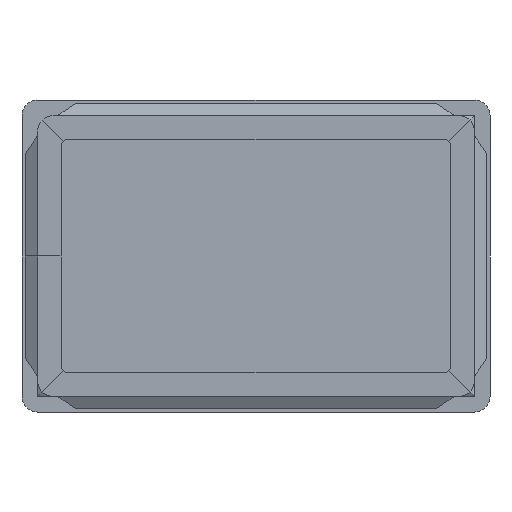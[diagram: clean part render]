
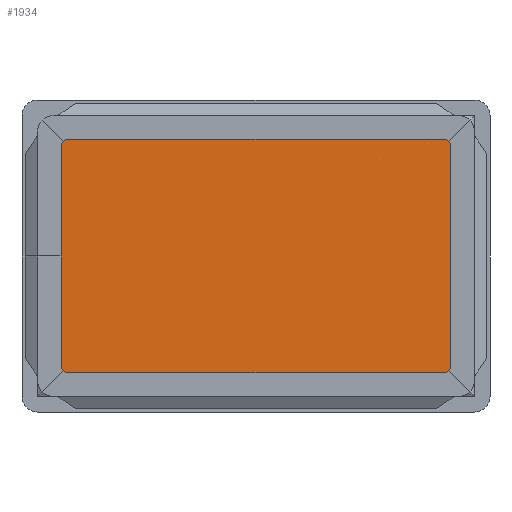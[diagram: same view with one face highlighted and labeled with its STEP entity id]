
A CAD part, front view. The second image highlights one B-rep face of the part: STEP entity #1934.
In plain terms, the highlighted planar face has unit normal (0, -1, 0).
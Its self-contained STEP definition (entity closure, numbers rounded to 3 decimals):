
#37 = VERTEX_POINT ( 'NONE', #52 ) ;
#43 = CARTESIAN_POINT ( 'NONE',  ( -12.5, 13.5, 7.5 ) ) ;
#52 = CARTESIAN_POINT ( 'NONE',  ( 12.5, 13.5, 7. ) ) ;
#89 = CARTESIAN_POINT ( 'NONE',  ( -12., 13.5, -7.5 ) ) ;
#142 = DIRECTION ( 'NONE',  ( 0., 0., 1. ) ) ;
#172 = VERTEX_POINT ( 'NONE', #2921 ) ;
#202 = EDGE_CURVE ( 'NONE', #3181, #875, #3169, .T. ) ;
#229 = AXIS2_PLACEMENT_3D ( 'NONE', #249, #1973, #745 ) ;
#242 = EDGE_CURVE ( 'NONE', #1795, #581, #841, .T. ) ;
#249 = CARTESIAN_POINT ( 'NONE',  ( -12., 13.5, 7. ) ) ;
#272 = ORIENTED_EDGE ( 'NONE', *, *, #242, .T. ) ;
#287 = ORIENTED_EDGE ( 'NONE', *, *, #1822, .T. ) ;
#325 = DIRECTION ( 'NONE',  ( -1., 0., 0. ) ) ;
#329 = CARTESIAN_POINT ( 'NONE',  ( -12., 13.5, 7.5 ) ) ;
#426 = EDGE_CURVE ( 'NONE', #37, #2507, #2432, .T. ) ;
#459 = EDGE_CURVE ( 'NONE', #2946, #875, #806, .T. ) ;
#480 = CARTESIAN_POINT ( 'NONE',  ( -12., 13.5, -7. ) ) ;
#493 = DIRECTION ( 'NONE',  ( 0., 0., 1. ) ) ;
#581 = VERTEX_POINT ( 'NONE', #1596 ) ;
#736 = ORIENTED_EDGE ( 'NONE', *, *, #1682, .F. ) ;
#745 = DIRECTION ( 'NONE',  ( 0., 0., 1. ) ) ;
#806 = LINE ( 'NONE', #1079, #2289 ) ;
#823 = FACE_OUTER_BOUND ( 'NONE', #2178, .T. ) ;
#841 = CIRCLE ( 'NONE', #229, 0.5 ) ;
#875 = VERTEX_POINT ( 'NONE', #89 ) ;
#1079 = CARTESIAN_POINT ( 'NONE',  ( -12.5, 13.5, -7.5 ) ) ;
#1176 = CARTESIAN_POINT ( 'NONE',  ( 12., 13.5, 7. ) ) ;
#1189 = CARTESIAN_POINT ( 'NONE',  ( -12.5, 13.5, 0. ) ) ;
#1223 = VECTOR ( 'NONE', #1392, 1000. ) ;
#1353 = VECTOR ( 'NONE', #2649, 1000. ) ;
#1392 = DIRECTION ( 'NONE',  ( 0., 0., 1. ) ) ;
#1408 = CARTESIAN_POINT ( 'NONE',  ( 12.5, 13.5, -7. ) ) ;
#1456 = VECTOR ( 'NONE', #2170, 1000. ) ;
#1466 = ORIENTED_EDGE ( 'NONE', *, *, #459, .F. ) ;
#1577 = CARTESIAN_POINT ( 'NONE',  ( 0., 13.5, 0. ) ) ;
#1596 = CARTESIAN_POINT ( 'NONE',  ( -12.5, 13.5, 7. ) ) ;
#1600 = AXIS2_PLACEMENT_3D ( 'NONE', #1577, #1797, #2547 ) ;
#1657 = LINE ( 'NONE', #2321, #1353 ) ;
#1682 = EDGE_CURVE ( 'NONE', #1795, #172, #2772, .T. ) ;
#1695 = AXIS2_PLACEMENT_3D ( 'NONE', #2616, #3092, #2363 ) ;
#1713 = ORIENTED_EDGE ( 'NONE', *, *, #2438, .F. ) ;
#1733 = CARTESIAN_POINT ( 'NONE',  ( -12.5, 13.5, -7. ) ) ;
#1795 = VERTEX_POINT ( 'NONE', #329 ) ;
#1797 = DIRECTION ( 'NONE',  ( 0., 1., 0. ) ) ;
#1822 = EDGE_CURVE ( 'NONE', #2946, #2507, #1855, .T. ) ;
#1855 = CIRCLE ( 'NONE', #1695, 0.5 ) ;
#1905 = LINE ( 'NONE', #2119, #1223 ) ;
#1934 = ADVANCED_FACE ( 'NONE', ( #823 ), #2046, .F. ) ;
#1973 = DIRECTION ( 'NONE',  ( 0., -1., 0. ) ) ;
#1997 = CARTESIAN_POINT ( 'NONE',  ( 12.5, 13.5, -7.5 ) ) ;
#2031 = ORIENTED_EDGE ( 'NONE', *, *, #2475, .T. ) ;
#2046 = PLANE ( 'NONE',  #1600 ) ;
#2119 = CARTESIAN_POINT ( 'NONE',  ( -12.5, 13.5, -7.5 ) ) ;
#2170 = DIRECTION ( 'NONE',  ( 0., 0., -1. ) ) ;
#2178 = EDGE_LOOP ( 'NONE', ( #2901, #2031, #736, #272, #3166, #1713, #2201, #1466, #287 ) ) ;
#2201 = ORIENTED_EDGE ( 'NONE', *, *, #202, .T. ) ;
#2236 = AXIS2_PLACEMENT_3D ( 'NONE', #480, #2687, #493 ) ;
#2289 = VECTOR ( 'NONE', #325, 1000. ) ;
#2321 = CARTESIAN_POINT ( 'NONE',  ( -12.5, 13.5, -7.5 ) ) ;
#2347 = DIRECTION ( 'NONE',  ( 0., -1., 0. ) ) ;
#2363 = DIRECTION ( 'NONE',  ( 0., 0., 1. ) ) ;
#2432 = LINE ( 'NONE', #1997, #1456 ) ;
#2438 = EDGE_CURVE ( 'NONE', #3181, #3171, #1905, .T. ) ;
#2475 = EDGE_CURVE ( 'NONE', #37, #172, #2638, .T. ) ;
#2507 = VERTEX_POINT ( 'NONE', #1408 ) ;
#2543 = VECTOR ( 'NONE', #3046, 1000. ) ;
#2547 = DIRECTION ( 'NONE',  ( 0., 0., 1. ) ) ;
#2590 = CARTESIAN_POINT ( 'NONE',  ( 12., 13.5, -7.5 ) ) ;
#2616 = CARTESIAN_POINT ( 'NONE',  ( 12., 13.5, -7. ) ) ;
#2638 = CIRCLE ( 'NONE', #2992, 0.5 ) ;
#2649 = DIRECTION ( 'NONE',  ( 0., 0., 1. ) ) ;
#2687 = DIRECTION ( 'NONE',  ( 0., -1., 0. ) ) ;
#2772 = LINE ( 'NONE', #43, #2543 ) ;
#2901 = ORIENTED_EDGE ( 'NONE', *, *, #426, .F. ) ;
#2921 = CARTESIAN_POINT ( 'NONE',  ( 12., 13.5, 7.5 ) ) ;
#2946 = VERTEX_POINT ( 'NONE', #2590 ) ;
#2992 = AXIS2_PLACEMENT_3D ( 'NONE', #1176, #2347, #142 ) ;
#3046 = DIRECTION ( 'NONE',  ( 1., 0., 0. ) ) ;
#3057 = EDGE_CURVE ( 'NONE', #3171, #581, #1657, .T. ) ;
#3092 = DIRECTION ( 'NONE',  ( 0., -1., 0. ) ) ;
#3166 = ORIENTED_EDGE ( 'NONE', *, *, #3057, .F. ) ;
#3169 = CIRCLE ( 'NONE', #2236, 0.5 ) ;
#3171 = VERTEX_POINT ( 'NONE', #1189 ) ;
#3181 = VERTEX_POINT ( 'NONE', #1733 ) ;
